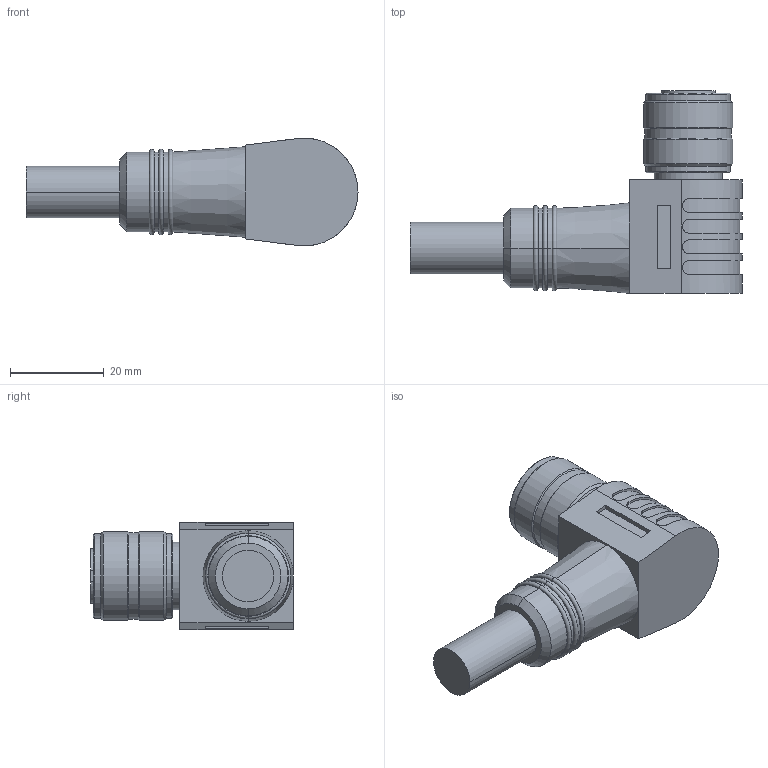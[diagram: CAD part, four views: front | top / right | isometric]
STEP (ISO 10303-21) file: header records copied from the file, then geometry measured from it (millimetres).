
FILE_DESCRIPTION (( 'STEP AP203' ), '1' );
FILE_NAME ('DNLK6-¡ÁP00 78.STEP', '2024-08-26T08:24:24', ( '' ), ( '' ), 'SwSTEP 2.0', 'SolidWorks 2017', '' );
FILE_SCHEMA (( 'CONFIG_CONTROL_DESIGN' ));
Length unit declared in the file: millimetre
Products named in the file (1): DNLK6-℅P00 78
Bounding box: 70.8 x 43.25 x 23 mm (x, y, z)
Volume: 24188.7 mm3; surface area: 7749.1 mm2
Topology: 1 solids, 1 shells, 169 faces, 399 edges, 263 vertices
Faces by surface type: plane 101, cylinder 49, cone 11, torus 6, bspline 2
Full cylindrical faces by diameter (mm): 1.5 x12, 2 x6, 14.5 x2, 17 x1, 18 x2, 18.5 x1, 19 x2
Entity records: 5961 total; most frequent: CARTESIAN_POINT 2127, DIRECTION 814, ORIENTED_EDGE 702, EDGE_CURVE 351, AXIS2_PLACEMENT_3D 322, VERTEX_POINT 247, EDGE_LOOP 232, FACE_OUTER_BOUND 195
